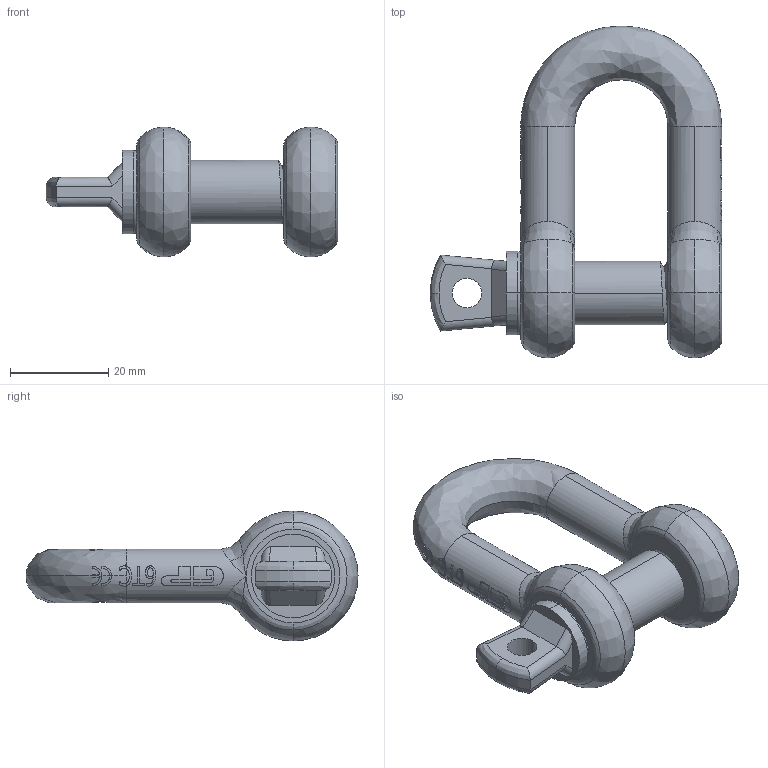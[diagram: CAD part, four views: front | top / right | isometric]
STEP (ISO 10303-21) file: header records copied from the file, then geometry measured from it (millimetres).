
FILE_DESCRIPTION (( 'STEP AP203' ), '1' );
FILE_NAME ('GPGDBB11.step', '2009-08-07T11:48:01', ( '.' ), ( '.' ), 'SwSTEP 2.0', 'SolidWorks 2009', '' );
FILE_SCHEMA (( 'CONFIG_CONTROL_DESIGN' ));
Length unit declared in the file: millimetre
Products named in the file (3): GPGDBB11; 1,5_2; 1,5_1
Assembly tree (2 placements, depth 2):
  GPGDBB11
    1,5_2
    1,5_1
Bounding box: 59.5 x 67.75 x 26.5 mm (x, y, z)
Volume: 23524.9 mm3; surface area: 10097.1 mm2
Topology: 2 solids, 2 shells, 299 faces, 830 edges, 537 vertices
Faces by surface type: bspline 117, plane 109, cylinder 68, cone 3, torus 2
Entity records: 18081 total; most frequent: CARTESIAN_POINT 11158, ORIENTED_EDGE 1636, DIRECTION 1007, EDGE_CURVE 818, VERTEX_POINT 537, AXIS2_PLACEMENT_3D 347, EDGE_LOOP 319, VECTOR 313
